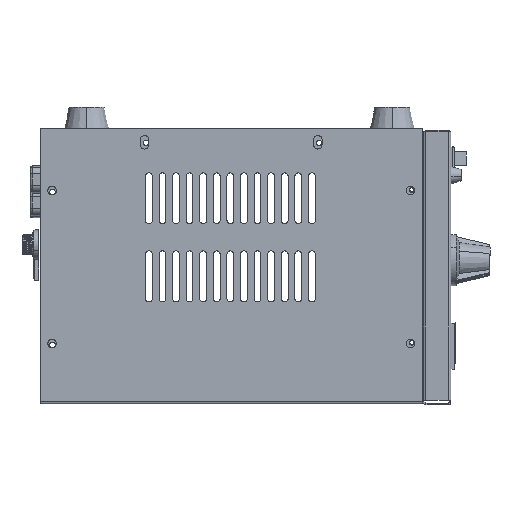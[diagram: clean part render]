
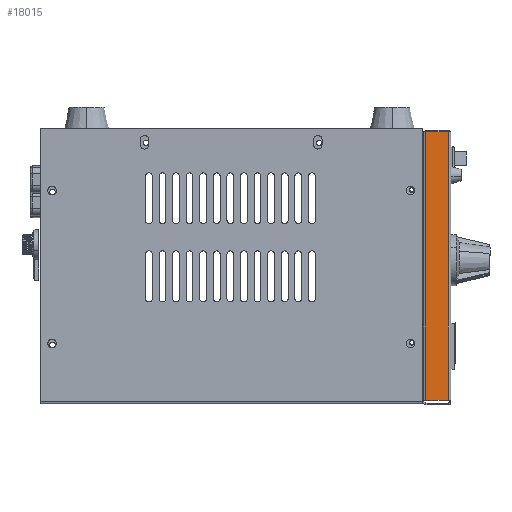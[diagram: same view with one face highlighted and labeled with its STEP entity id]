
A CAD part, left-side view. The second image highlights one B-rep face of the part: STEP entity #18015.
In plain terms, the highlighted planar face has unit normal (-1, 0, 0).
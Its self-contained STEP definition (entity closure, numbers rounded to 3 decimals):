
#615 = LINE ( 'NONE', #16864, #6717 ) ;
#2023 = VECTOR ( 'NONE', #9365, 1000. ) ;
#3569 = EDGE_CURVE ( 'NONE', #40588, #13040, #615, .T. ) ;
#3763 = LINE ( 'NONE', #19995, #31345 ) ;
#4338 = ORIENTED_EDGE ( 'NONE', *, *, #42324, .F. ) ;
#5084 = VERTEX_POINT ( 'NONE', #44332 ) ;
#6153 = CARTESIAN_POINT ( 'NONE',  ( -61.5, -80., 14. ) ) ;
#6717 = VECTOR ( 'NONE', #16354, 1000. ) ;
#9365 = DIRECTION ( 'NONE',  ( 0., -1., 0. ) ) ;
#10144 = DIRECTION ( 'NONE',  ( 0., 0., 1. ) ) ;
#11087 = ORIENTED_EDGE ( 'NONE', *, *, #33910, .T. ) ;
#12738 = VERTEX_POINT ( 'NONE', #24384 ) ;
#13040 = VERTEX_POINT ( 'NONE', #6153 ) ;
#13838 = EDGE_LOOP ( 'NONE', ( #50307, #11087, #4338, #48861 ) ) ;
#14109 = PLANE ( 'NONE',  #15716 ) ;
#15396 = CARTESIAN_POINT ( 'NONE',  ( -61.5, 78., 14. ) ) ;
#15716 = AXIS2_PLACEMENT_3D ( 'NONE', #30461, #46748, #10144 ) ;
#16354 = DIRECTION ( 'NONE',  ( 0., -1., 0. ) ) ;
#16864 = CARTESIAN_POINT ( 'NONE',  ( -61.5, -80., 14. ) ) ;
#18015 = ADVANCED_FACE ( 'NONE', ( #44520 ), #14109, .T. ) ;
#19995 = CARTESIAN_POINT ( 'NONE',  ( -61.5, -80., 0. ) ) ;
#23216 = DIRECTION ( 'NONE',  ( 0., 0., -1. ) ) ;
#24384 = CARTESIAN_POINT ( 'NONE',  ( -61.5, 78., 0.5 ) ) ;
#27230 = VECTOR ( 'NONE', #48023, 1000. ) ;
#28176 = CARTESIAN_POINT ( 'NONE',  ( -61.5, 78., 14. ) ) ;
#30229 = EDGE_CURVE ( 'NONE', #12738, #40588, #52013, .T. ) ;
#30461 = CARTESIAN_POINT ( 'NONE',  ( -61.5, 0., 0. ) ) ;
#31345 = VECTOR ( 'NONE', #23216, 1000. ) ;
#33910 = EDGE_CURVE ( 'NONE', #12738, #5084, #49158, .T. ) ;
#40588 = VERTEX_POINT ( 'NONE', #28176 ) ;
#42324 = EDGE_CURVE ( 'NONE', #13040, #5084, #3763, .T. ) ;
#44332 = CARTESIAN_POINT ( 'NONE',  ( -61.5, -80., 0.5 ) ) ;
#44520 = FACE_OUTER_BOUND ( 'NONE', #13838, .T. ) ;
#45954 = CARTESIAN_POINT ( 'NONE',  ( -61.5, 0., 0.5 ) ) ;
#46748 = DIRECTION ( 'NONE',  ( -1., 0., 0. ) ) ;
#48023 = DIRECTION ( 'NONE',  ( 0., 0., 1. ) ) ;
#48861 = ORIENTED_EDGE ( 'NONE', *, *, #3569, .F. ) ;
#49158 = LINE ( 'NONE', #45954, #2023 ) ;
#50307 = ORIENTED_EDGE ( 'NONE', *, *, #30229, .F. ) ;
#52013 = LINE ( 'NONE', #15396, #27230 ) ;
